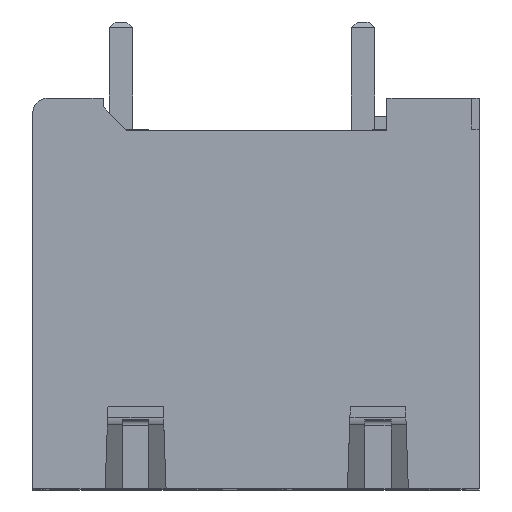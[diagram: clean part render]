
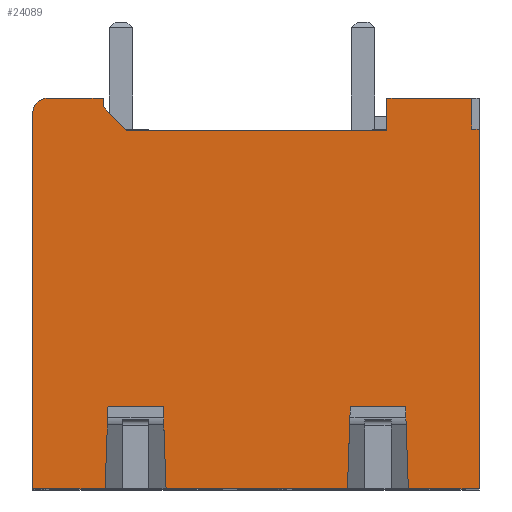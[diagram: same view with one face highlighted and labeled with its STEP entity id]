
A CAD part, top view. The second image highlights one B-rep face of the part: STEP entity #24089.
In plain terms, the highlighted planar face has unit normal (0, 0, 1).
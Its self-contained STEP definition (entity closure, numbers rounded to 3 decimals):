
#606=DIRECTION('',(1.,0.,0.));
#607=VECTOR('',#606,2.462);
#608=CARTESIAN_POINT('',(-3.,0.,2.2));
#609=LINE('',#608,#607);
#622=DIRECTION('',(1.,0.,0.));
#623=VECTOR('',#622,6.175);
#624=CARTESIAN_POINT('',(1.537,0.,2.2));
#625=LINE('',#624,#623);
#638=DIRECTION('',(1.,0.,0.));
#639=VECTOR('',#638,2.413);
#640=CARTESIAN_POINT('',(9.787,0.,2.2));
#641=LINE('',#640,#639);
#5464=DIRECTION('',(-1.,0.,0.));
#5465=VECTOR('',#5464,2.878);
#5466=CARTESIAN_POINT('',(11.938,13.3,2.2));
#5467=LINE('',#5466,#5465);
#5488=DIRECTION('',(0.,-1.,0.));
#5489=VECTOR('',#5488,1.107);
#5490=CARTESIAN_POINT('',(9.059,13.3,2.2));
#5491=LINE('',#5490,#5489);
#5700=DIRECTION('',(-1.,0.,0.));
#5701=VECTOR('',#5700,8.853);
#5702=CARTESIAN_POINT('',(9.059,12.193,2.2));
#5703=LINE('',#5702,#5701);
#5992=DIRECTION('',(0.,1.,0.));
#5993=VECTOR('',#5992,0.295);
#5994=CARTESIAN_POINT('',(-0.605,13.005,2.2));
#5995=LINE('',#5994,#5993);
#6004=DIRECTION('',(-1.,0.,0.));
#6005=VECTOR('',#6004,1.895);
#6006=CARTESIAN_POINT('',(-0.605,13.3,2.2));
#6007=LINE('',#6006,#6005);
#6803=DIRECTION('',(0.,-1.,0.));
#6804=VECTOR('',#6803,12.25);
#6805=CARTESIAN_POINT('',(12.2,12.25,2.2));
#6806=LINE('',#6805,#6804);
#6807=DIRECTION('',(-0.035,0.999,0.));
#6808=VECTOR('',#6807,2.802);
#6809=CARTESIAN_POINT('',(9.787,0.,2.2));
#6810=LINE('',#6809,#6808);
#6811=DIRECTION('',(-1.,0.,0.));
#6812=VECTOR('',#6811,1.879);
#6813=CARTESIAN_POINT('',(9.69,2.8,2.2));
#6814=LINE('',#6813,#6812);
#6815=DIRECTION('',(-0.035,-0.999,0.));
#6816=VECTOR('',#6815,2.802);
#6817=CARTESIAN_POINT('',(7.811,2.8,2.2));
#6818=LINE('',#6817,#6816);
#6819=DIRECTION('',(-0.035,0.999,0.));
#6820=VECTOR('',#6819,2.802);
#6821=CARTESIAN_POINT('',(1.537,0.,2.2));
#6822=LINE('',#6821,#6820);
#6823=DIRECTION('',(-1.,0.,0.));
#6824=VECTOR('',#6823,1.879);
#6825=CARTESIAN_POINT('',(1.44,2.8,2.2));
#6826=LINE('',#6825,#6824);
#6827=DIRECTION('',(-0.035,-0.999,0.));
#6828=VECTOR('',#6827,2.802);
#6829=CARTESIAN_POINT('',(-0.439,2.8,
2.2));
#6830=LINE('',#6829,#6828);
#6831=DIRECTION('',(0.,1.,0.));
#6832=VECTOR('',#6831,12.8);
#6833=CARTESIAN_POINT('',(-3.,0.,2.2));
#6834=LINE('',#6833,#6832);
#6835=CARTESIAN_POINT('',(-2.5,12.8,2.2));
#6836=DIRECTION('',(0.,0.,-1.));
#6837=DIRECTION('',(-1.,0.,0.));
#6838=AXIS2_PLACEMENT_3D('',#6835,#6836,#6837);
#6840=DIRECTION('',(0.707,-0.707,0.));
#6841=VECTOR('',#6840,1.149);
#6842=CARTESIAN_POINT('',(-0.605,13.005,2.2));
#6843=LINE('',#6842,#6841);
#6844=DIRECTION('',(1.,0.,0.));
#6845=VECTOR('',#6844,0.262);
#6846=CARTESIAN_POINT('',(11.938,12.25,2.2));
#6847=LINE('',#6846,#6845);
#7160=DIRECTION('',(0.,1.,0.));
#7161=VECTOR('',#7160,1.05);
#7162=CARTESIAN_POINT('',(11.938,12.25,2.2));
#7163=LINE('',#7162,#7161);
#11047=CARTESIAN_POINT('',(12.2,12.25,2.2));
#11049=VERTEX_POINT('',#11047);
#11054=CARTESIAN_POINT('',(11.938,13.3,2.2));
#11055=VERTEX_POINT('',#11054);
#11056=CARTESIAN_POINT('',(9.059,13.3,2.2));
#11057=VERTEX_POINT('',#11056);
#11058=CARTESIAN_POINT('',(9.059,12.193,2.2));
#11059=VERTEX_POINT('',#11058);
#11108=CARTESIAN_POINT('',(0.207,12.193,2.2));
#11109=VERTEX_POINT('',#11108);
#11154=CARTESIAN_POINT('',(-0.605,13.005,2.2));
#11155=VERTEX_POINT('',#11154);
#11156=CARTESIAN_POINT('',(-0.605,13.3,2.2));
#11157=VERTEX_POINT('',#11156);
#11158=CARTESIAN_POINT('',(-2.5,13.3,2.2));
#11159=VERTEX_POINT('',#11158);
#11181=CARTESIAN_POINT('',(-3.,12.8,2.2));
#11182=VERTEX_POINT('',#11181);
#11183=CARTESIAN_POINT('',(11.938,12.25,2.2));
#11184=VERTEX_POINT('',#11183);
#11303=CARTESIAN_POINT('',(-0.439,2.8,
2.2));
#11304=CARTESIAN_POINT('',(-0.538,0.,2.2));
#11305=VERTEX_POINT('',#11303);
#11306=VERTEX_POINT('',#11304);
#11307=CARTESIAN_POINT('',(1.537,0.,2.2));
#11308=CARTESIAN_POINT('',(1.44,2.8,2.2));
#11309=VERTEX_POINT('',#11307);
#11310=VERTEX_POINT('',#11308);
#11311=CARTESIAN_POINT('',(7.811,2.8,2.2));
#11312=CARTESIAN_POINT('',(7.712,0.,2.2));
#11313=VERTEX_POINT('',#11311);
#11314=VERTEX_POINT('',#11312);
#11315=CARTESIAN_POINT('',(9.787,0.,2.2));
#11316=CARTESIAN_POINT('',(9.69,2.8,2.2));
#11317=VERTEX_POINT('',#11315);
#11318=VERTEX_POINT('',#11316);
#11319=CARTESIAN_POINT('',(-3.,0.,2.2));
#11320=VERTEX_POINT('',#11319);
#11321=CARTESIAN_POINT('',(12.2,0.,2.2));
#11322=VERTEX_POINT('',#11321);
#24052=CARTESIAN_POINT('',(0.,0.,2.2));
#24053=DIRECTION('',(0.,0.,1.));
#24054=DIRECTION('',(1.,0.,0.));
#24055=AXIS2_PLACEMENT_3D('',#24052,#24053,#24054);
#24056=PLANE('',#24055);
#24057=ORIENTED_EDGE('',*,*,#22121,.T.);
#24058=ORIENTED_EDGE('',*,*,#14170,.F.);
#24060=ORIENTED_EDGE('',*,*,#24059,.T.);
#24062=ORIENTED_EDGE('',*,*,#24061,.T.);
#24064=ORIENTED_EDGE('',*,*,#24063,.T.);
#24065=ORIENTED_EDGE('',*,*,#14162,.F.);
#24067=ORIENTED_EDGE('',*,*,#24066,.T.);
#24069=ORIENTED_EDGE('',*,*,#24068,.T.);
#24071=ORIENTED_EDGE('',*,*,#24070,.T.);
#24072=ORIENTED_EDGE('',*,*,#14154,.F.);
#24074=ORIENTED_EDGE('',*,*,#24073,.T.);
#24075=ORIENTED_EDGE('',*,*,#24045,.T.);
#24076=ORIENTED_EDGE('',*,*,#22927,.F.);
#24077=ORIENTED_EDGE('',*,*,#22908,.F.);
#24079=ORIENTED_EDGE('',*,*,#24078,.T.);
#24080=ORIENTED_EDGE('',*,*,#22581,.F.);
#24081=ORIENTED_EDGE('',*,*,#22231,.F.);
#24082=ORIENTED_EDGE('',*,*,#22208,.F.);
#24084=ORIENTED_EDGE('',*,*,#24083,.F.);
#24086=ORIENTED_EDGE('',*,*,#24085,.T.);
#24087=EDGE_LOOP('',(#24057,#24058,#24060,#24062,#24064,#24065,#24067,#24069,
#24071,#24072,#24074,#24075,#24076,#24077,#24079,#24080,#24081,#24082,#24084,
#24086));
#24088=FACE_OUTER_BOUND('',#24087,.F.);
#6839=CIRCLE('',#6838,0.5);
#14154=EDGE_CURVE('',#11320,#11306,#609,.T.);
#14162=EDGE_CURVE('',#11309,#11314,#625,.T.);
#14170=EDGE_CURVE('',#11317,#11322,#641,.T.);
#22121=EDGE_CURVE('',#11049,#11322,#6806,.T.);
#22208=EDGE_CURVE('',#11055,#11057,#5467,.T.);
#22231=EDGE_CURVE('',#11057,#11059,#5491,.T.);
#22581=EDGE_CURVE('',#11059,#11109,#5703,.T.);
#22908=EDGE_CURVE('',#11155,#11157,#5995,.T.);
#22927=EDGE_CURVE('',#11157,#11159,#6007,.T.);
#24045=EDGE_CURVE('',#11182,#11159,#6839,.T.);
#24059=EDGE_CURVE('',#11317,#11318,#6810,.T.);
#24061=EDGE_CURVE('',#11318,#11313,#6814,.T.);
#24063=EDGE_CURVE('',#11313,#11314,#6818,.T.);
#24066=EDGE_CURVE('',#11309,#11310,#6822,.T.);
#24068=EDGE_CURVE('',#11310,#11305,#6826,.T.);
#24070=EDGE_CURVE('',#11305,#11306,#6830,.T.);
#24073=EDGE_CURVE('',#11320,#11182,#6834,.T.);
#24078=EDGE_CURVE('',#11155,#11109,#6843,.T.);
#24083=EDGE_CURVE('',#11184,#11055,#7163,.T.);
#24085=EDGE_CURVE('',#11184,#11049,#6847,.T.);
#24089=ADVANCED_FACE('',(#24088),#24056,.T.);
